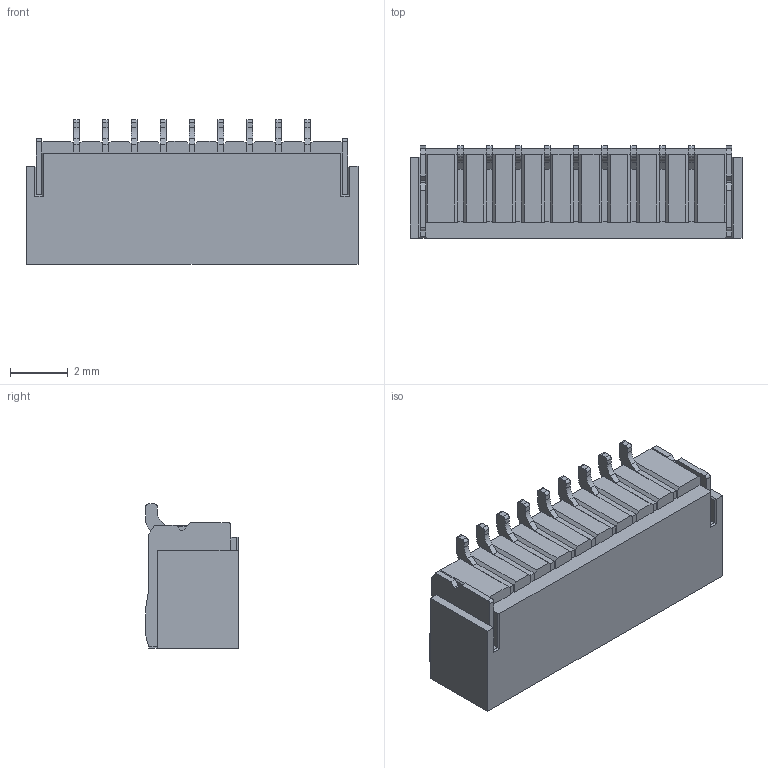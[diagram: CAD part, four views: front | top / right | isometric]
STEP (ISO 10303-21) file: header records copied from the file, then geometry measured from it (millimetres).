
FILE_DESCRIPTION((''),'2;1');
FILE_NAME('FWF10001-9P_ASM','2018-11-14T',('gongcheng6'),(''),'PRO/ENGINEER BY PARAMETRIC TECHNOLOGY CORPORATION, 2010280','PRO/ENGINEER BY PARAMETRIC TECHNOLOGY CORPORATION, 2010280','');
FILE_SCHEMA(('CONFIG_CONTROL_DESIGN'));
Length unit declared in the file: millimetre
Products named in the file (1): FWF10001-9P_ASM
Bounding box: 11.5 x 3.2 x 5 mm (x, y, z)
Volume: 83.7 mm3; surface area: 301.1 mm2
Topology: 1 solids, 1 shells, 391 faces, 1017 edges, 638 vertices
Faces by surface type: plane 343, cylinder 48
Entity records: 11687 total; most frequent: CARTESIAN_POINT 2046, ORIENTED_EDGE 2034, DIRECTION 1897, EDGE_CURVE 1017, VECTOR 919, LINE 919, VERTEX_POINT 638, AXIS2_PLACEMENT_3D 489
